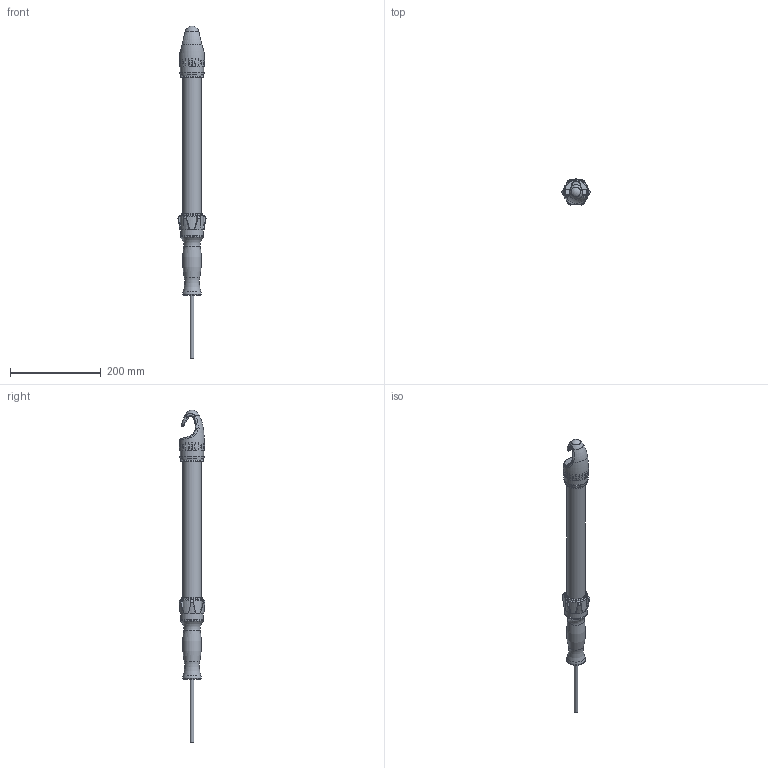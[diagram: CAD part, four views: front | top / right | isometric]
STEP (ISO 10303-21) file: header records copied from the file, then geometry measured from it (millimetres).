
FILE_DESCRIPTION (( 'STEP AP214' ), '1' );
FILE_NAME ('6149.step', '2017-06-27T12:11:39', ( '' ), ( '' ), 'SwSTEP 2.0', 'SolidWorks 2016', '' );
FILE_SCHEMA (( 'AUTOMOTIVE_DESIGN' ));
Length unit declared in the file: millimetre
Products named in the file (1): 6149
Bounding box: 62.03 x 57.31 x 733.4 mm (x, y, z)
Surface area: 95695.4 mm2 (no closed solid volume)
Topology: 0 solids, 5 shells, 170 faces, 506 edges, 355 vertices
Faces by surface type: bspline 74, torus 56, cylinder 21, plane 10, cone 8, sphere 1
Full cylindrical faces by diameter (mm): 8 x1, 40 x1, 41.4 x1, 48 x1, 50 x2, 51 x1, 52 x1
Entity records: 18135 total; most frequent: CARTESIAN_POINT 12729, ORIENTED_EDGE 743, DIRECTION 482, EDGE_CURVE 472, VERTEX_POINT 346, B_SPLINE_CURVE_WITH_KNOTS 321, AXIS2_PLACEMENT_3D 234, EDGE_LOOP 226
